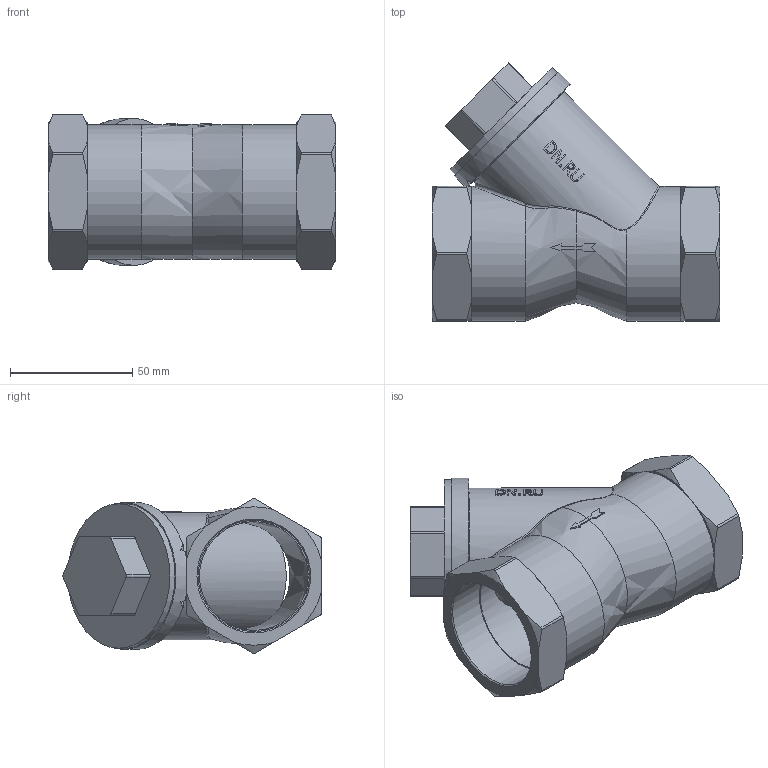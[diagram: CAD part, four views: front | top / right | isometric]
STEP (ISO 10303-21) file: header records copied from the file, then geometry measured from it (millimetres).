
FILE_DESCRIPTION(/* description */ (''),/* implementation_level */ '2;1');
FILE_NAME(/* name */ 'DN40_3D_STEP.stp',/* time_stamp */ '2024-12-23T23:06:29+03:00',/* author */ ('igorr'),/* organization */ (''),/* preprocessor_version */ 'ST-DEVELOPER v20',/* originating_system */ 'Autodesk Inventor 2025',/* authorisation */ '');
FILE_SCHEMA (('AUTOMOTIVE_DESIGN { 1 0 10303 214 3 1 1 }'));
Length unit declared in the file: millimetre
Products named in the file (1): Деталь1
Bounding box: 117.5 x 105.52 x 63.2 mm (x, y, z)
Volume: 250940.3 mm3; surface area: 49602.3 mm2
Topology: 1 solids, 1 shells, 191 faces, 521 edges, 343 vertices
Faces by surface type: plane 90, bspline 37, cylinder 36, cone 28
Full cylindrical faces by diameter (mm): 44.48 x2, 45.48 x2, 52 x1, 55 x2, 59 x1, 60 x1
Entity records: 7967 total; most frequent: CARTESIAN_POINT 3253, ORIENTED_EDGE 1042, DIRECTION 814, EDGE_CURVE 521, VERTEX_POINT 343, AXIS2_PLACEMENT_3D 322, EDGE_LOOP 206, FACE_OUTER_BOUND 191
